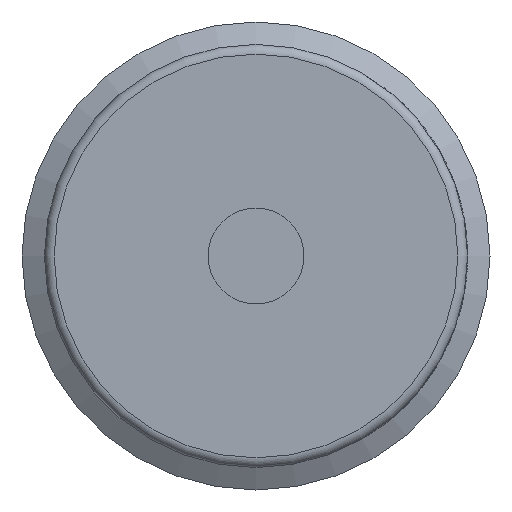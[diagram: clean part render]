
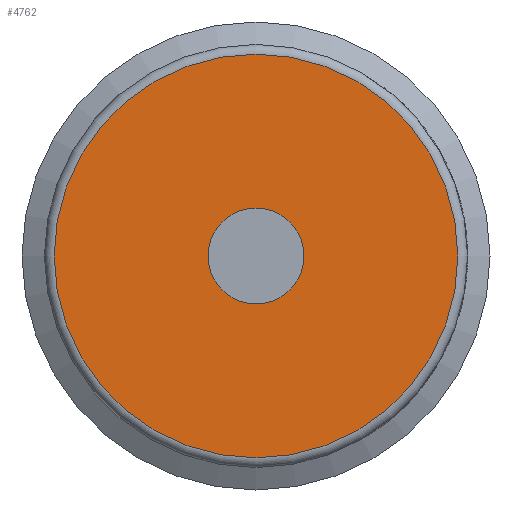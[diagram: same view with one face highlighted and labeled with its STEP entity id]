
A CAD part, front view. The second image highlights one B-rep face of the part: STEP entity #4762.
In plain terms, the highlighted face is planar.
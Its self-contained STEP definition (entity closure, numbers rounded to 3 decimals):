
#57=FACE_BOUND('',#786,.T.);
#159=PLANE('',#5079);
#510=FACE_OUTER_BOUND('',#785,.T.);
#785=EDGE_LOOP('',(#4211));
#786=EDGE_LOOP('',(#4212));
#1575=CIRCLE('',#5067,2.459);
#1579=CIRCLE('',#5077,10.35);
#2224=VERTEX_POINT('',#10633);
#2228=VERTEX_POINT('',#10651);
#2881=EDGE_CURVE('',#2224,#2224,#1575,.T.);
#2889=EDGE_CURVE('',#2228,#2228,#1579,.T.);
#4211=ORIENTED_EDGE('',*,*,#2889,.T.);
#4212=ORIENTED_EDGE('',*,*,#2881,.T.);
#4762=ADVANCED_FACE('',(#510,#57),#159,.T.);
#5067=AXIS2_PLACEMENT_3D('',#10634,#5926,#5927);
#5077=AXIS2_PLACEMENT_3D('',#10652,#5950,#5951);
#5079=AXIS2_PLACEMENT_3D('',#10654,#5954,#5955);
#5926=DIRECTION('center_axis',(-1.,0.,0.));
#5927=DIRECTION('ref_axis',(0.,0.,-1.));
#5950=DIRECTION('center_axis',(1.,0.,0.));
#5951=DIRECTION('ref_axis',(0.,0.,-1.));
#5954=DIRECTION('center_axis',(1.,0.,0.));
#5955=DIRECTION('ref_axis',(0.,0.,-1.));
#10633=CARTESIAN_POINT('',(82.,0.05,2.459));
#10634=CARTESIAN_POINT('Origin',(82.,0.05,0.));
#10651=CARTESIAN_POINT('',(82.,0.05,10.35));
#10652=CARTESIAN_POINT('Origin',(82.,0.05,0.));
#10654=CARTESIAN_POINT('Origin',(82.,0.05,0.));
